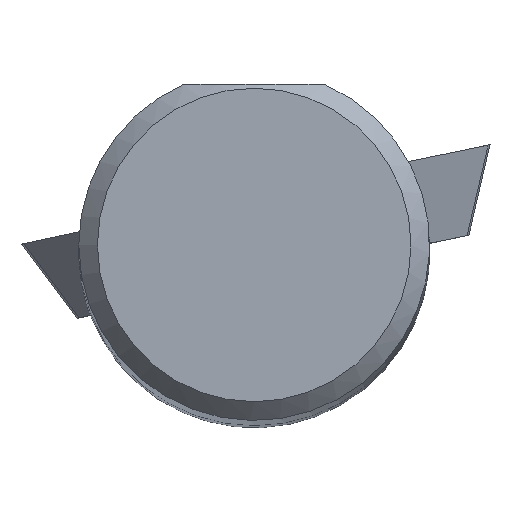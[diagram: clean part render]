
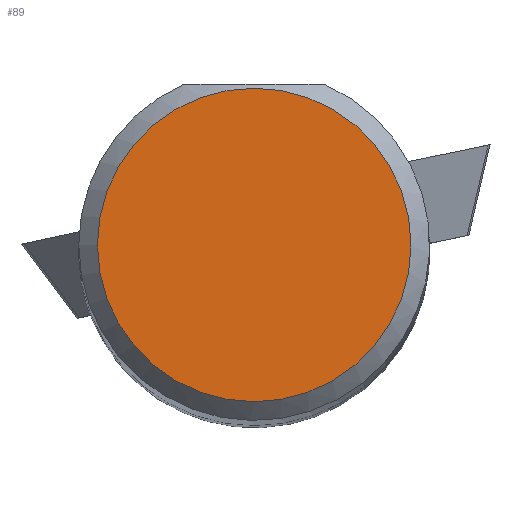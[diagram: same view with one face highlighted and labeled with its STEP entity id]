
A CAD part, top view. The second image highlights one B-rep face of the part: STEP entity #89.
In plain terms, the highlighted planar face has unit normal (0, 0, 1).
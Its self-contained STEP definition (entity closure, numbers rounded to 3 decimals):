
#65=PLANE('',#483);
#89=ADVANCED_FACE('',(#119),#65,.T.);
#119=FACE_OUTER_BOUND('',#145,.T.);
#145=EDGE_LOOP('',(#249));
#249=ORIENTED_EDGE('',*,*,#393,.F.);
#356=VERTEX_POINT('',#663);
#393=EDGE_CURVE('',#356,#356,#446,.T.);
#446=CIRCLE('',#481,2.225);
#481=AXIS2_PLACEMENT_3D('',#662,#536,#537);
#483=AXIS2_PLACEMENT_3D('',#675,#540,#541);
#536=DIRECTION('',(0.,0.,-1.));
#537=DIRECTION('',(-1.,0.,0.));
#540=DIRECTION('',(0.,0.,1.));
#541=DIRECTION('',(-1.,0.,0.));
#662=CARTESIAN_POINT('',(0.,0.,41.3));
#663=CARTESIAN_POINT('',(-2.225,0.,41.3));
#675=CARTESIAN_POINT('',(0.,0.,41.3));
